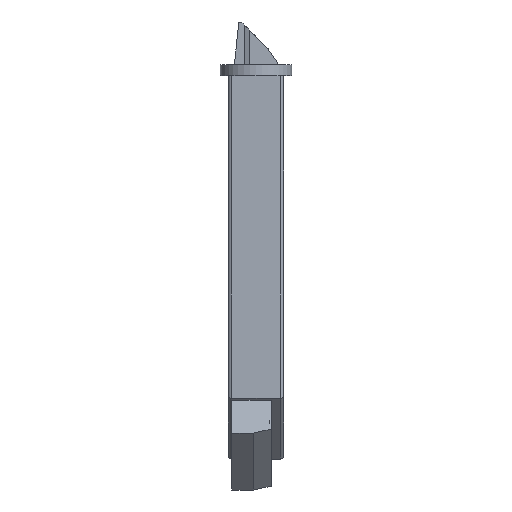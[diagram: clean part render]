
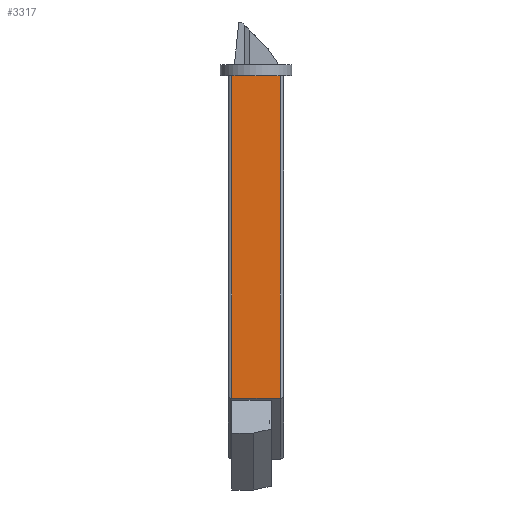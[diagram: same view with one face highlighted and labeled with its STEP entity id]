
A CAD part, front view. The second image highlights one B-rep face of the part: STEP entity #3317.
In plain terms, the highlighted planar face has unit normal (0, -1, 0).
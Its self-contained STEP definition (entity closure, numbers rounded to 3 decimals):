
#8 = VERTEX_POINT ( 'NONE', #6940 ) ;
#204 = ORIENTED_EDGE ( 'NONE', *, *, #8940, .T. ) ;
#221 = CARTESIAN_POINT ( 'NONE',  ( -6.75, -108., -13. ) ) ;
#493 = EDGE_CURVE ( 'NONE', #1025, #8, #1654, .T. ) ;
#524 = CARTESIAN_POINT ( 'NONE',  ( -6.75, -108., 77. ) ) ;
#550 = DIRECTION ( 'NONE',  ( 0., 0., 1. ) ) ;
#672 = CARTESIAN_POINT ( 'NONE',  ( 7.75, -108., 77. ) ) ;
#1025 = VERTEX_POINT ( 'NONE', #524 ) ;
#1045 = PLANE ( 'NONE',  #4005 ) ;
#1654 = LINE ( 'NONE', #221, #4714 ) ;
#1839 = VECTOR ( 'NONE', #5762, 1000. ) ;
#2044 = CARTESIAN_POINT ( 'NONE',  ( 6.75, -108., 77. ) ) ;
#2223 = CARTESIAN_POINT ( 'NONE',  ( 6.75, -108., -13. ) ) ;
#2588 = VECTOR ( 'NONE', #8543, 1000. ) ;
#2923 = DIRECTION ( 'NONE',  ( -1., 0., 0. ) ) ;
#2958 = CARTESIAN_POINT ( 'NONE',  ( 7.75, -108., -13. ) ) ;
#3095 = CARTESIAN_POINT ( 'NONE',  ( 6.75, -108., -13. ) ) ;
#3317 = ADVANCED_FACE ( 'NONE', ( #8166 ), #1045, .F. ) ;
#3698 = ORIENTED_EDGE ( 'NONE', *, *, #493, .T. ) ;
#3913 = EDGE_LOOP ( 'NONE', ( #204, #3698, #5455, #8973 ) ) ;
#4005 = AXIS2_PLACEMENT_3D ( 'NONE', #6836, #4673, #550 ) ;
#4205 = VERTEX_POINT ( 'NONE', #3095 ) ;
#4225 = EDGE_CURVE ( 'NONE', #4205, #8, #8605, .T. ) ;
#4673 = DIRECTION ( 'NONE',  ( 0., 1., 0. ) ) ;
#4714 = VECTOR ( 'NONE', #8483, 1000. ) ;
#5214 = VECTOR ( 'NONE', #2923, 1000. ) ;
#5455 = ORIENTED_EDGE ( 'NONE', *, *, #4225, .F. ) ;
#5762 = DIRECTION ( 'NONE',  ( -1., 0., 0. ) ) ;
#5808 = VERTEX_POINT ( 'NONE', #2044 ) ;
#5976 = EDGE_CURVE ( 'NONE', #4205, #5808, #8002, .T. ) ;
#6836 = CARTESIAN_POINT ( 'NONE',  ( 7.75, -108., -13. ) ) ;
#6940 = CARTESIAN_POINT ( 'NONE',  ( -6.75, -108., -13. ) ) ;
#8002 = LINE ( 'NONE', #2223, #2588 ) ;
#8166 = FACE_OUTER_BOUND ( 'NONE', #3913, .T. ) ;
#8377 = LINE ( 'NONE', #672, #5214 ) ;
#8483 = DIRECTION ( 'NONE',  ( 0., 0., -1. ) ) ;
#8543 = DIRECTION ( 'NONE',  ( 0., 0., 1. ) ) ;
#8605 = LINE ( 'NONE', #2958, #1839 ) ;
#8940 = EDGE_CURVE ( 'NONE', #5808, #1025, #8377, .T. ) ;
#8973 = ORIENTED_EDGE ( 'NONE', *, *, #5976, .T. ) ;
